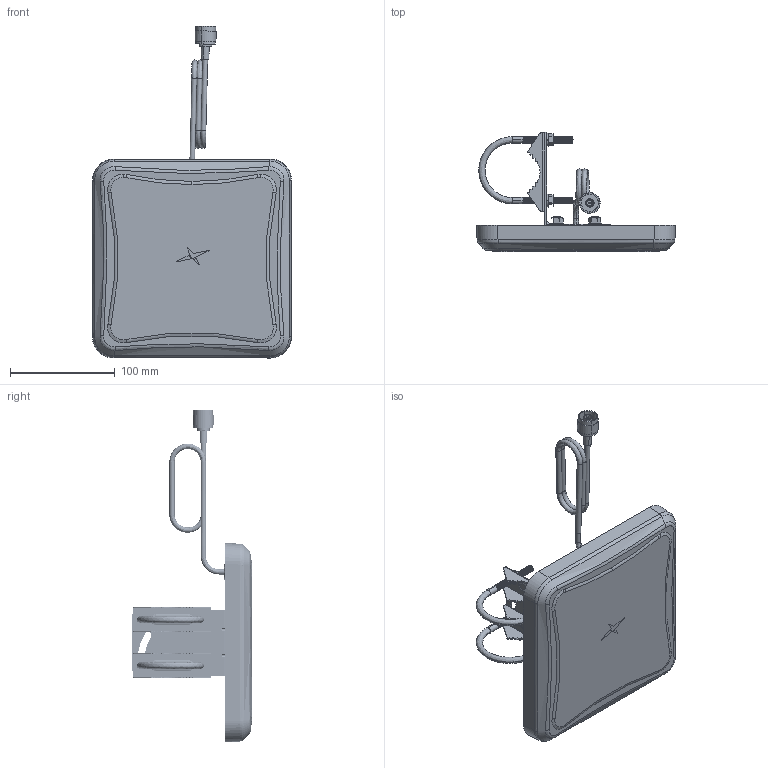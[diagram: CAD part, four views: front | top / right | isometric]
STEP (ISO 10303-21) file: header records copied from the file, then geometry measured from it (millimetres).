
FILE_DESCRIPTION (( 'STEP AP214' ), '1' );
FILE_NAME ('FG.91.A_Web.STEP', '2024-09-25T09:04:16', ( '' ), ( '' ), 'SwSTEP 2.0', 'SolidWorks 2022', '' );
FILE_SCHEMA (( 'AUTOMOTIVE_DESIGN' ));
Length unit declared in the file: millimetre
Products named in the file (1): FG.91.A_Web
Bounding box: 190 x 113.9 x 317.21 mm (x, y, z)
Surface area: 185666.2 mm2 (no closed solid volume)
Topology: 0 solids, 64 shells, 1090 faces, 3486 edges, 2424 vertices
Faces by surface type: cylinder 690, plane 239, cone 98, bspline 63
Entity records: 80491 total; most frequent: CARTESIAN_POINT 42387, ORIENTED_EDGE 5381, DIRECTION 4738, EDGE_CURVE 3484, VERTEX_POINT 2424, AXIS2_PLACEMENT_3D 1705, LINE 1328, VECTOR 1328
